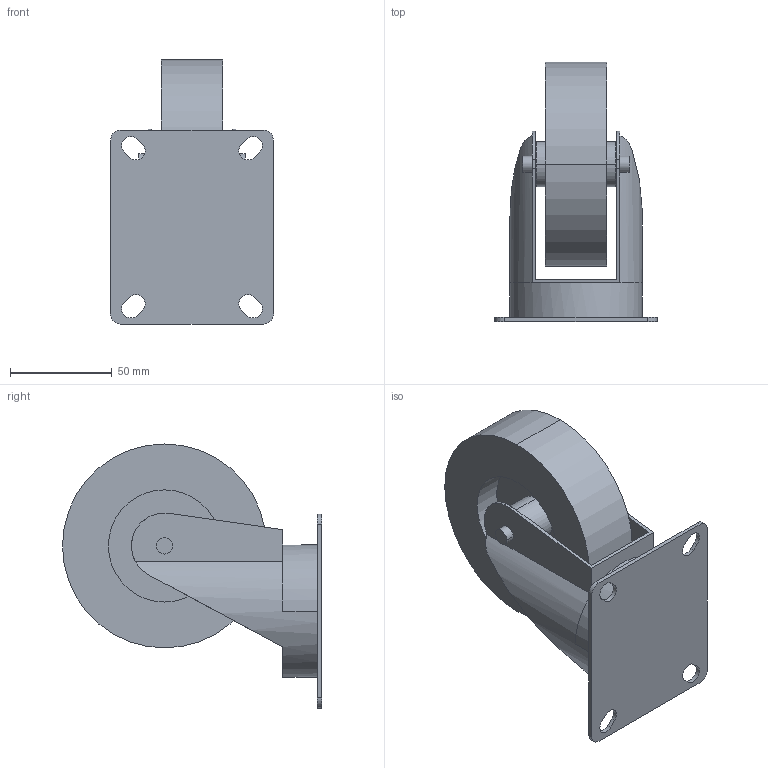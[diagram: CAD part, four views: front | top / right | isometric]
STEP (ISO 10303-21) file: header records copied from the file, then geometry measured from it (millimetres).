
FILE_DESCRIPTION((''),'2;1');
FILE_NAME('12037_KOLO_VRTLJIVO_FI-100_BZP_ASM','2022-09-19T07:15:15',('PredragRovcanin'),('Audax d.o.o.'),'CREO PARAMETRIC BY PTC INC, 2020281','CREO PARAMETRIC BY PTC INC, 2020281','');
FILE_SCHEMA(('AP242_MANAGED_MODEL_BASED_3D_ENGINEERING_MIM_LF { 1 0 10303 442 1 1 4 }'));
Length unit declared in the file: millimetre
Products named in the file (3): 12037_KOLO_VRTLJIVO_FI-100_BZPA; 12037_KOLO_VRTLJIVO_FI-100_BZPB; 12037_KOLO_VRTLJIVO_FI-100_BZP_ASM
Assembly tree (2 placements, depth 2):
  12037_KOLO_VRTLJIVO_FI-100_BZP_ASM
    12037_KOLO_VRTLJIVO_FI-100_BZPA
    12037_KOLO_VRTLJIVO_FI-100_BZPB
Bounding box: 80 x 127 x 129.5 mm (x, y, z)
Volume: 215897.5 mm3; surface area: 69176.4 mm2
Topology: 2 solids, 2 shells, 74 faces, 196 edges, 143 vertices
Faces by surface type: cylinder 38, plane 36
Entity records: 3996 total; most frequent: CARTESIAN_POINT 480, DIRECTION 435, ORIENTED_EDGE 374, COLOUR_RGB 320, PRESENTATION_STYLE_ASSIGNMENT 252, STYLED_ITEM 252, CURVE_STYLE 198, EDGE_CURVE 187
